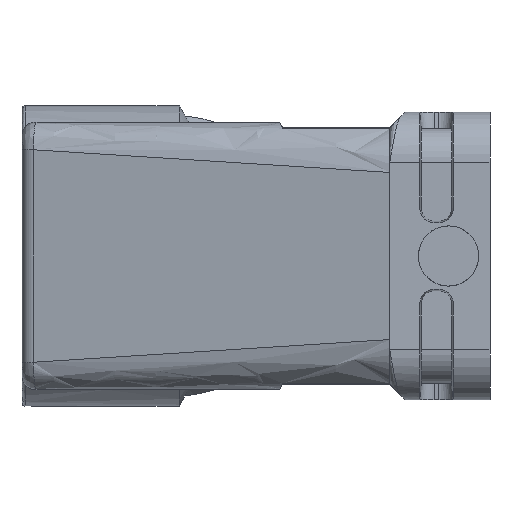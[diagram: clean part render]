
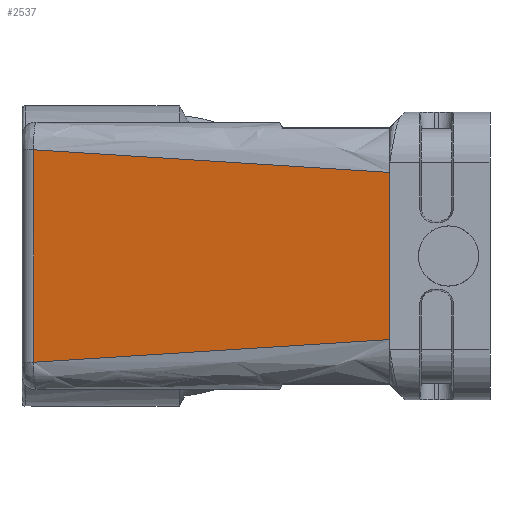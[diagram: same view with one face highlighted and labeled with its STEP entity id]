
A CAD part, left-side view. The second image highlights one B-rep face of the part: STEP entity #2537.
In plain terms, the highlighted planar face has unit normal (-0.99, 0.139, 0).
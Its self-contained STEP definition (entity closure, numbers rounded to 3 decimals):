
#2175=FACE_OUTER_BOUND('',#4229,.T.);
#2537=ADVANCED_FACE('',(#2175),#2766,.T.);
#2766=PLANE('',#8087);
#3013=LINE('',#11045,#3446);
#3100=LINE('',#12002,#3533);
#3178=LINE('',#12720,#3611);
#3180=LINE('',#12723,#3613);
#3446=VECTOR('',#8786,1.);
#3533=VECTOR('',#9019,1.);
#3611=VECTOR('',#9247,1.);
#3613=VECTOR('',#9251,1.);
#4229=EDGE_LOOP('',(#5582,#5583,#5584,#5585));
#5582=ORIENTED_EDGE('',*,*,#7316,.F.);
#5583=ORIENTED_EDGE('',*,*,#7014,.F.);
#5584=ORIENTED_EDGE('',*,*,#7314,.F.);
#5585=ORIENTED_EDGE('',*,*,#7170,.T.);
#6352=VERTEX_POINT('',#11044);
#6353=VERTEX_POINT('',#11046);
#6449=VERTEX_POINT('',#12001);
#6450=VERTEX_POINT('',#12003);
#7014=EDGE_CURVE('',#6352,#6353,#3013,.T.);
#7170=EDGE_CURVE('',#6450,#6449,#3100,.T.);
#7314=EDGE_CURVE('',#6450,#6352,#3178,.T.);
#7316=EDGE_CURVE('',#6353,#6449,#3180,.T.);
#8087=AXIS2_PLACEMENT_3D('',#12724,#9252,#9253);
#8786=DIRECTION('',(0.139,0.988,-0.063));
#9019=DIRECTION('',(0.139,0.988,0.063));
#9247=DIRECTION('',(0.,0.,-1.));
#9251=DIRECTION('',(0.,0.,1.));
#9252=DIRECTION('',(-0.99,0.139,0.));
#9253=DIRECTION('',(-0.139,-0.99,0.));
#11044=CARTESIAN_POINT('',(-25.279,-55.898,-12.5));
#11045=CARTESIAN_POINT('',(-25.279,-55.898,-12.5));
#11046=CARTESIAN_POINT('',(-17.791,-2.62,-15.89));
#12001=CARTESIAN_POINT('',(-17.791,-2.62,15.89));
#12002=CARTESIAN_POINT('',(-25.279,-55.898,12.5));
#12003=CARTESIAN_POINT('',(-25.279,-55.898,12.5));
#12720=CARTESIAN_POINT('',(-25.279,-55.898,1.5));
#12723=CARTESIAN_POINT('',(-17.791,-2.62,15.89));
#12724=CARTESIAN_POINT('',(-17.163,1.852,0.));
